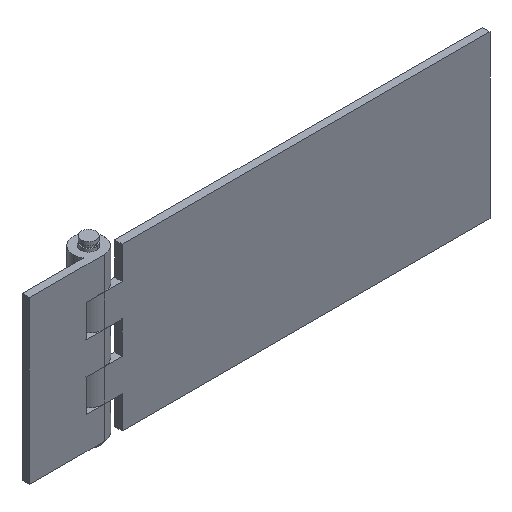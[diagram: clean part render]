
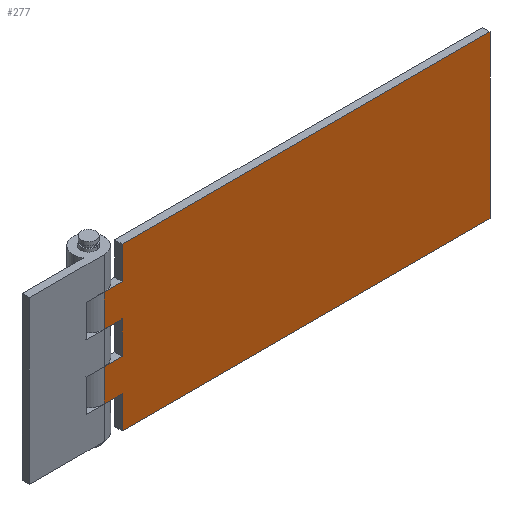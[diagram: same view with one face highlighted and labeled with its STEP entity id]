
A CAD part, isometric view. The second image highlights one B-rep face of the part: STEP entity #277.
In plain terms, the highlighted planar face has unit normal (0, -1, 0).
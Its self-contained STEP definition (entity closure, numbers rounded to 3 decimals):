
#275 = EDGE_CURVE ( 'NONE', #345, #400, #1140, .T. ) ;
#276 = ORIENTED_EDGE ( 'NONE', *, *, #275, .T. ) ;
#277 = ADVANCED_FACE ( 'NONE', ( #1131 ), #1130, .F. ) ;
#278 = ORIENTED_EDGE ( 'NONE', *, *, #284, .T. ) ;
#280 = ORIENTED_EDGE ( 'NONE', *, *, #335, .F. ) ;
#281 = VERTEX_POINT ( 'NONE', #1119 ) ;
#282 = ORIENTED_EDGE ( 'NONE', *, *, #285, .F. ) ;
#283 = ORIENTED_EDGE ( 'NONE', *, *, #370, .T. ) ;
#284 = EDGE_CURVE ( 'NONE', #281, #364, #1118, .T. ) ;
#285 = EDGE_CURVE ( 'NONE', #349, #363, #1180, .T. ) ;
#286 = EDGE_CURVE ( 'NONE', #319, #281, #1176, .T. ) ;
#287 = ORIENTED_EDGE ( 'NONE', *, *, #286, .T. ) ;
#288 = ORIENTED_EDGE ( 'NONE', *, *, #372, .T. ) ;
#289 = ORIENTED_EDGE ( 'NONE', *, *, #290, .T. ) ;
#290 = EDGE_CURVE ( 'NONE', #391, #326, #1172, .T. ) ;
#319 = VERTEX_POINT ( 'NONE', #1198 ) ;
#326 = VERTEX_POINT ( 'NONE', #1187 ) ;
#335 = EDGE_CURVE ( 'NONE', #345, #349, #1234, .T. ) ;
#345 = VERTEX_POINT ( 'NONE', #1220 ) ;
#349 = VERTEX_POINT ( 'NONE', #1217 ) ;
#363 = VERTEX_POINT ( 'NONE', #1305 ) ;
#364 = VERTEX_POINT ( 'NONE', #1304 ) ;
#370 = EDGE_CURVE ( 'NONE', #364, #363, #1298, .T. ) ;
#372 = EDGE_CURVE ( 'NONE', #326, #319, #1292, .T. ) ;
#376 = EDGE_LOOP ( 'NONE', ( #276, #397, #389, #396, #394, #289, #288, #287, #278, #283, #282, #280 ) ) ;
#387 = VERTEX_POINT ( 'NONE', #1320 ) ;
#389 = ORIENTED_EDGE ( 'NONE', *, *, #469, .T. ) ;
#391 = VERTEX_POINT ( 'NONE', #1317 ) ;
#393 = EDGE_CURVE ( 'NONE', #387, #391, #1308, .T. ) ;
#394 = ORIENTED_EDGE ( 'NONE', *, *, #393, .T. ) ;
#395 = EDGE_CURVE ( 'NONE', #468, #387, #1368, .T. ) ;
#396 = ORIENTED_EDGE ( 'NONE', *, *, #395, .T. ) ;
#397 = ORIENTED_EDGE ( 'NONE', *, *, #398, .T. ) ;
#398 = EDGE_CURVE ( 'NONE', #400, #561, #1364, .T. ) ;
#400 = VERTEX_POINT ( 'NONE', #1360 ) ;
#468 = VERTEX_POINT ( 'NONE', #1448 ) ;
#469 = EDGE_CURVE ( 'NONE', #561, #468, #1447, .T. ) ;
#561 = VERTEX_POINT ( 'NONE', #1573 ) ;
#1115 = DIRECTION ( 'NONE',  ( 0., 0., -1. ) ) ;
#1116 = VECTOR ( 'NONE', #1115, 1000. ) ;
#1117 = CARTESIAN_POINT ( 'NONE',  ( 7.25, -6.25, 32.5 ) ) ;
#1118 = LINE ( 'NONE', #1117, #1116 ) ;
#1119 = CARTESIAN_POINT ( 'NONE',  ( 7.25, -6.25, -19.5 ) ) ;
#1126 = DIRECTION ( 'NONE',  ( 0., 0., 1. ) ) ;
#1127 = DIRECTION ( 'NONE',  ( 0., 1., 0. ) ) ;
#1128 = CARTESIAN_POINT ( 'NONE',  ( 0., -6.25, 32.5 ) ) ;
#1129 = AXIS2_PLACEMENT_3D ( 'NONE', #1128, #1127, #1126 ) ;
#1130 = PLANE ( 'NONE',  #1129 ) ;
#1131 = FACE_OUTER_BOUND ( 'NONE', #376, .T. ) ;
#1132 = DIRECTION ( 'NONE',  ( 0., 0., -1. ) ) ;
#1133 = VECTOR ( 'NONE', #1132, 1000. ) ;
#1134 = CARTESIAN_POINT ( 'NONE',  ( 7.25, -6.25, 32.5 ) ) ;
#1140 = LINE ( 'NONE', #1134, #1133 ) ;
#1169 = DIRECTION ( 'NONE',  ( -1., 0., 0. ) ) ;
#1170 = VECTOR ( 'NONE', #1169, 1000. ) ;
#1171 = CARTESIAN_POINT ( 'NONE',  ( 0., -6.25, -6.5 ) ) ;
#1172 = LINE ( 'NONE', #1171, #1170 ) ;
#1173 = DIRECTION ( 'NONE',  ( 1., 0., 0. ) ) ;
#1174 = VECTOR ( 'NONE', #1173, 1000. ) ;
#1175 = CARTESIAN_POINT ( 'NONE',  ( 0., -6.25, -19.5 ) ) ;
#1176 = LINE ( 'NONE', #1175, #1174 ) ;
#1177 = DIRECTION ( 'NONE',  ( 0., 0., -1. ) ) ;
#1178 = VECTOR ( 'NONE', #1177, 1000. ) ;
#1179 = CARTESIAN_POINT ( 'NONE',  ( 155., -6.25, 32.5 ) ) ;
#1180 = LINE ( 'NONE', #1179, #1178 ) ;
#1187 = CARTESIAN_POINT ( 'NONE',  ( 0., -6.25, -6.5 ) ) ;
#1198 = CARTESIAN_POINT ( 'NONE',  ( 0., -6.25, -19.5 ) ) ;
#1217 = CARTESIAN_POINT ( 'NONE',  ( 155., -6.25, 32.5 ) ) ;
#1220 = CARTESIAN_POINT ( 'NONE',  ( 7.25, -6.25, 32.5 ) ) ;
#1231 = DIRECTION ( 'NONE',  ( 1., 0., 0. ) ) ;
#1232 = VECTOR ( 'NONE', #1231, 1000. ) ;
#1233 = CARTESIAN_POINT ( 'NONE',  ( 0., -6.25, 32.5 ) ) ;
#1234 = LINE ( 'NONE', #1233, #1232 ) ;
#1285 = DIRECTION ( 'NONE',  ( 0., 0., -1. ) ) ;
#1286 = VECTOR ( 'NONE', #1285, 1000. ) ;
#1287 = CARTESIAN_POINT ( 'NONE',  ( 0., -6.25, 32.5 ) ) ;
#1292 = LINE ( 'NONE', #1287, #1286 ) ;
#1295 = DIRECTION ( 'NONE',  ( 1., 0., 0. ) ) ;
#1296 = VECTOR ( 'NONE', #1295, 1000. ) ;
#1297 = CARTESIAN_POINT ( 'NONE',  ( 0., -6.25, -32.5 ) ) ;
#1298 = LINE ( 'NONE', #1297, #1296 ) ;
#1304 = CARTESIAN_POINT ( 'NONE',  ( 7.25, -6.25, -32.5 ) ) ;
#1305 = CARTESIAN_POINT ( 'NONE',  ( 155., -6.25, -32.5 ) ) ;
#1307 = CARTESIAN_POINT ( 'NONE',  ( 7.25, -6.25, 32.5 ) ) ;
#1308 = LINE ( 'NONE', #1307, #1370 ) ;
#1317 = CARTESIAN_POINT ( 'NONE',  ( 7.25, -6.25, -6.5 ) ) ;
#1320 = CARTESIAN_POINT ( 'NONE',  ( 7.25, -6.25, 6.5 ) ) ;
#1360 = CARTESIAN_POINT ( 'NONE',  ( 7.25, -6.25, 19.5 ) ) ;
#1361 = DIRECTION ( 'NONE',  ( -1., 0., 0. ) ) ;
#1362 = VECTOR ( 'NONE', #1361, 1000. ) ;
#1363 = CARTESIAN_POINT ( 'NONE',  ( 0., -6.25, 19.5 ) ) ;
#1364 = LINE ( 'NONE', #1363, #1362 ) ;
#1365 = DIRECTION ( 'NONE',  ( 1., 0., 0. ) ) ;
#1366 = VECTOR ( 'NONE', #1365, 1000. ) ;
#1367 = CARTESIAN_POINT ( 'NONE',  ( 0., -6.25, 6.5 ) ) ;
#1368 = LINE ( 'NONE', #1367, #1366 ) ;
#1369 = DIRECTION ( 'NONE',  ( 0., 0., -1. ) ) ;
#1370 = VECTOR ( 'NONE', #1369, 1000. ) ;
#1444 = DIRECTION ( 'NONE',  ( 0., 0., -1. ) ) ;
#1445 = VECTOR ( 'NONE', #1444, 1000. ) ;
#1446 = CARTESIAN_POINT ( 'NONE',  ( 0., -6.25, 32.5 ) ) ;
#1447 = LINE ( 'NONE', #1446, #1445 ) ;
#1448 = CARTESIAN_POINT ( 'NONE',  ( 0., -6.25, 6.5 ) ) ;
#1573 = CARTESIAN_POINT ( 'NONE',  ( 0., -6.25, 19.5 ) ) ;
